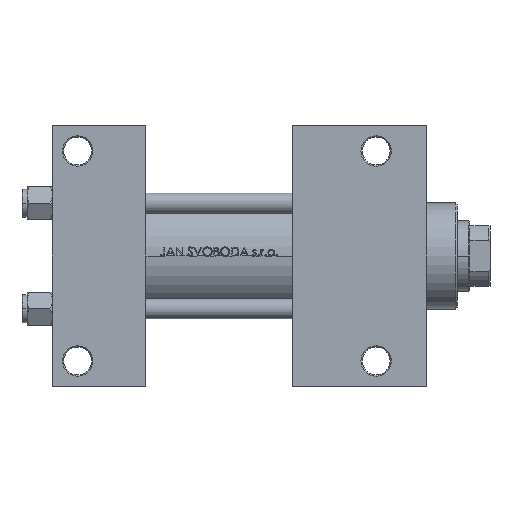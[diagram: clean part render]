
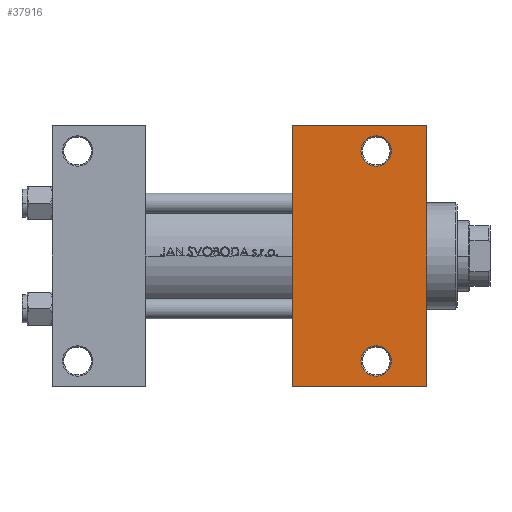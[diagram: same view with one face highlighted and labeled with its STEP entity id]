
A CAD part, front view. The second image highlights one B-rep face of the part: STEP entity #37916.
In plain terms, the highlighted face is planar.
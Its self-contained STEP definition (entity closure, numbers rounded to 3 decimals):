
#1650 = CIRCLE ( 'NONE', #16791, 6. ) ;
#2032 = VERTEX_POINT ( 'NONE', #47814 ) ;
#2463 = CARTESIAN_POINT ( 'NONE',  ( 148., 30., -30. ) ) ;
#3886 = CARTESIAN_POINT ( 'NONE',  ( 134., -41.5, -30. ) ) ;
#4023 = DIRECTION ( 'NONE',  ( 0., 1., 0. ) ) ;
#5924 = VERTEX_POINT ( 'NONE', #39533 ) ;
#6283 = VECTOR ( 'NONE', #35879, 1000. ) ;
#6866 = EDGE_CURVE ( 'NONE', #21496, #47239, #39055, .T. ) ;
#7257 = DIRECTION ( 'NONE',  ( 0., 0., 1. ) ) ;
#7518 = EDGE_CURVE ( 'NONE', #34031, #5924, #30076, .T. ) ;
#7766 = DIRECTION ( 'NONE',  ( 0., 0., 1. ) ) ;
#7903 = CARTESIAN_POINT ( 'NONE',  ( 128., -41.5, -30. ) ) ;
#8021 = CIRCLE ( 'NONE', #35893, 6. ) ;
#8566 = AXIS2_PLACEMENT_3D ( 'NONE', #23235, #7766, #4023 ) ;
#11539 = EDGE_CURVE ( 'NONE', #18794, #2032, #31661, .T. ) ;
#11995 = AXIS2_PLACEMENT_3D ( 'NONE', #32067, #44498, #40036 ) ;
#13027 = EDGE_LOOP ( 'NONE', ( #41556, #15316 ) ) ;
#13047 = ORIENTED_EDGE ( 'NONE', *, *, #15054, .T. ) ;
#13437 = PLANE ( 'NONE',  #44649 ) ;
#14355 = ORIENTED_EDGE ( 'NONE', *, *, #7518, .T. ) ;
#14514 = CARTESIAN_POINT ( 'NONE',  ( 148., 51.5, -30. ) ) ;
#14787 = LINE ( 'NONE', #30006, #45718 ) ;
#15054 = EDGE_CURVE ( 'NONE', #18794, #21496, #41598, .T. ) ;
#15228 = EDGE_CURVE ( 'NONE', #5924, #34031, #1650, .T. ) ;
#15316 = ORIENTED_EDGE ( 'NONE', *, *, #40749, .T. ) ;
#16115 = CARTESIAN_POINT ( 'NONE',  ( 148., 30., -30. ) ) ;
#16747 = VECTOR ( 'NONE', #48577, 1000. ) ;
#16749 = CARTESIAN_POINT ( 'NONE',  ( 134., 41.5, -30. ) ) ;
#16791 = AXIS2_PLACEMENT_3D ( 'NONE', #7903, #31096, #23121 ) ;
#18648 = CARTESIAN_POINT ( 'NONE',  ( 148., -51.5, -30. ) ) ;
#18794 = VERTEX_POINT ( 'NONE', #29860 ) ;
#18911 = EDGE_LOOP ( 'NONE', ( #48166, #14355 ) ) ;
#20223 = FACE_BOUND ( 'NONE', #18911, .T. ) ;
#20762 = CIRCLE ( 'NONE', #11995, 6. ) ;
#21496 = VERTEX_POINT ( 'NONE', #14514 ) ;
#22484 = DIRECTION ( 'NONE',  ( 0., 1., 0. ) ) ;
#22881 = VECTOR ( 'NONE', #31070, 1000. ) ;
#23121 = DIRECTION ( 'NONE',  ( 0., 1., 0. ) ) ;
#23235 = CARTESIAN_POINT ( 'NONE',  ( 128., -41.5, -30. ) ) ;
#24925 = DIRECTION ( 'NONE',  ( 0., 0., -1. ) ) ;
#26802 = EDGE_CURVE ( 'NONE', #47239, #2032, #14787, .T. ) ;
#28668 = DIRECTION ( 'NONE',  ( 0., 1., 0. ) ) ;
#29386 = CARTESIAN_POINT ( 'NONE',  ( 95., 51.5, -30. ) ) ;
#29860 = CARTESIAN_POINT ( 'NONE',  ( 95., 51.5, -30. ) ) ;
#30006 = CARTESIAN_POINT ( 'NONE',  ( 95., -51.5, -30. ) ) ;
#30076 = CIRCLE ( 'NONE', #8566, 6. ) ;
#31070 = DIRECTION ( 'NONE',  ( 0., -1., 0. ) ) ;
#31096 = DIRECTION ( 'NONE',  ( 0., 0., 1. ) ) ;
#31661 = LINE ( 'NONE', #38890, #6283 ) ;
#32050 = ORIENTED_EDGE ( 'NONE', *, *, #6866, .T. ) ;
#32067 = CARTESIAN_POINT ( 'NONE',  ( 128., 41.5, -30. ) ) ;
#32651 = FACE_OUTER_BOUND ( 'NONE', #41059, .T. ) ;
#33801 = CARTESIAN_POINT ( 'NONE',  ( 122., 41.5, -30. ) ) ;
#34031 = VERTEX_POINT ( 'NONE', #3886 ) ;
#35879 = DIRECTION ( 'NONE',  ( 0., -1., 0. ) ) ;
#35893 = AXIS2_PLACEMENT_3D ( 'NONE', #41427, #7257, #22484 ) ;
#36656 = ORIENTED_EDGE ( 'NONE', *, *, #26802, .T. ) ;
#37773 = EDGE_CURVE ( 'NONE', #43410, #48846, #8021, .T. ) ;
#37916 = ADVANCED_FACE ( 'NONE', ( #38916, #20223, #32651 ), #13437, .T. ) ;
#38890 = CARTESIAN_POINT ( 'NONE',  ( 95., 30., -30. ) ) ;
#38916 = FACE_BOUND ( 'NONE', #13027, .T. ) ;
#39055 = LINE ( 'NONE', #16115, #22881 ) ;
#39533 = CARTESIAN_POINT ( 'NONE',  ( 122., -41.5, -30. ) ) ;
#40036 = DIRECTION ( 'NONE',  ( 0., 1., 0. ) ) ;
#40749 = EDGE_CURVE ( 'NONE', #48846, #43410, #20762, .T. ) ;
#41059 = EDGE_LOOP ( 'NONE', ( #42831, #13047, #32050, #36656 ) ) ;
#41427 = CARTESIAN_POINT ( 'NONE',  ( 128., 41.5, -30. ) ) ;
#41556 = ORIENTED_EDGE ( 'NONE', *, *, #37773, .T. ) ;
#41598 = LINE ( 'NONE', #29386, #16747 ) ;
#42831 = ORIENTED_EDGE ( 'NONE', *, *, #11539, .F. ) ;
#43410 = VERTEX_POINT ( 'NONE', #33801 ) ;
#44498 = DIRECTION ( 'NONE',  ( 0., 0., 1. ) ) ;
#44649 = AXIS2_PLACEMENT_3D ( 'NONE', #2463, #24925, #28668 ) ;
#45206 = DIRECTION ( 'NONE',  ( -1., 0., 0. ) ) ;
#45718 = VECTOR ( 'NONE', #45206, 1000. ) ;
#47239 = VERTEX_POINT ( 'NONE', #18648 ) ;
#47814 = CARTESIAN_POINT ( 'NONE',  ( 95., -51.5, -30. ) ) ;
#48166 = ORIENTED_EDGE ( 'NONE', *, *, #15228, .T. ) ;
#48577 = DIRECTION ( 'NONE',  ( 1., 0., 0. ) ) ;
#48846 = VERTEX_POINT ( 'NONE', #16749 ) ;
